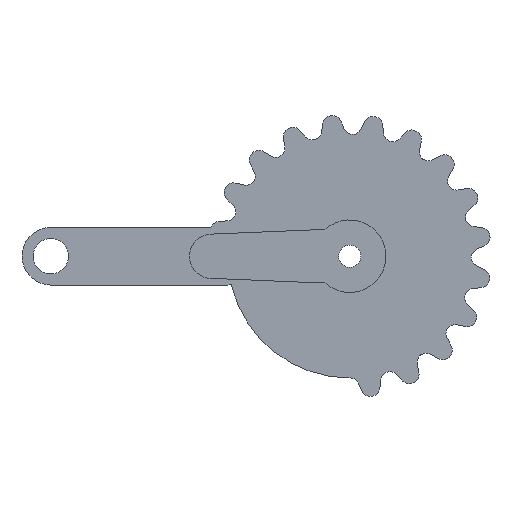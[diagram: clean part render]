
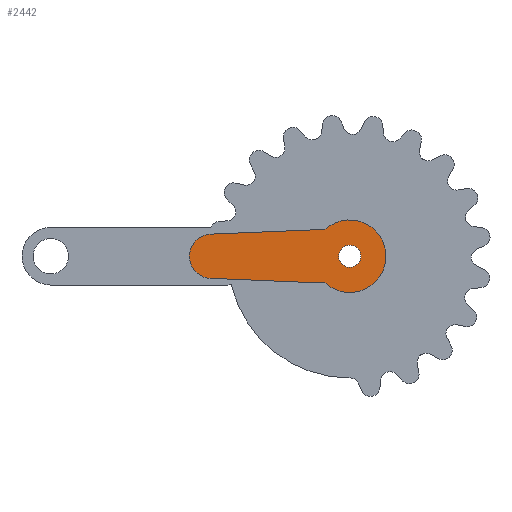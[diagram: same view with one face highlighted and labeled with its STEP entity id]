
A CAD part, front view. The second image highlights one B-rep face of the part: STEP entity #2442.
In plain terms, the highlighted planar face has unit normal (0, -1, 0).
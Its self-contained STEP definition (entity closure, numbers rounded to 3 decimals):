
#15=FACE_BOUND('',#395,.T.);
#21=CIRCLE('',#2590,2.5);
#23=CIRCLE('',#2595,4.1);
#24=CIRCLE('',#2598,1.25);
#263=FACE_OUTER_BOUND('',#394,.T.);
#394=EDGE_LOOP('',(#1640,#1641,#1642,#1643,#1644,#1645));
#395=EDGE_LOOP('',(#1646));
#526=LINE('',#3690,#752);
#531=LINE('',#3703,#757);
#534=LINE('',#3709,#760);
#537=LINE('',#3718,#763);
#752=VECTOR('',#2882,10.);
#757=VECTOR('',#2895,10.);
#760=VECTOR('',#2900,10.);
#763=VECTOR('',#2911,10.);
#978=VERTEX_POINT('',#3687);
#979=VERTEX_POINT('',#3689);
#981=VERTEX_POINT('',#3695);
#983=VERTEX_POINT('',#3701);
#985=VERTEX_POINT('',#3707);
#987=VERTEX_POINT('',#3713);
#988=VERTEX_POINT('',#3720);
#1234=EDGE_CURVE('',#978,#979,#526,.T.);
#1238=EDGE_CURVE('',#981,#978,#21,.T.);
#1241=EDGE_CURVE('',#983,#981,#531,.T.);
#1244=EDGE_CURVE('',#985,#983,#534,.T.);
#1247=EDGE_CURVE('',#987,#985,#23,.T.);
#1249=EDGE_CURVE('',#979,#987,#537,.T.);
#1250=EDGE_CURVE('',#988,#988,#24,.T.);
#1640=ORIENTED_EDGE('',*,*,#1249,.F.);
#1641=ORIENTED_EDGE('',*,*,#1234,.F.);
#1642=ORIENTED_EDGE('',*,*,#1238,.F.);
#1643=ORIENTED_EDGE('',*,*,#1241,.F.);
#1644=ORIENTED_EDGE('',*,*,#1244,.F.);
#1645=ORIENTED_EDGE('',*,*,#1247,.F.);
#1646=ORIENTED_EDGE('',*,*,#1250,.F.);
#2388=PLANE('',#2597);
#2442=ADVANCED_FACE('',(#263,#15),#2388,.T.);
#2590=AXIS2_PLACEMENT_3D('',#3697,#2889,#2890);
#2595=AXIS2_PLACEMENT_3D('',#3715,#2906,#2907);
#2597=AXIS2_PLACEMENT_3D('',#3719,#2912,#2913);
#2598=AXIS2_PLACEMENT_3D('',#3721,#2914,#2915);
#2882=DIRECTION('',(0.999,0.,0.042));
#2889=DIRECTION('center_axis',(0.,1.,0.));
#2890=DIRECTION('ref_axis',(-0.004,0.,1.));
#2895=DIRECTION('',(-0.999,0.,0.042));
#2900=DIRECTION('',(-1.,0.,0.));
#2906=DIRECTION('center_axis',(0.,1.,0.));
#2907=DIRECTION('ref_axis',(-0.682,0.,-0.732));
#2911=DIRECTION('',(1.,0.,0.));
#2912=DIRECTION('center_axis',(0.,-1.,0.));
#2913=DIRECTION('ref_axis',(0.,0.,-1.));
#2914=DIRECTION('center_axis',(0.,-1.,0.));
#2915=DIRECTION('ref_axis',(1.,0.,0.));
#3687=CARTESIAN_POINT('',(-15.611,1.5,2.5));
#3689=CARTESIAN_POINT('',(-3.61,1.5,3.));
#3690=CARTESIAN_POINT('',(-3.61,1.5,3.));
#3695=CARTESIAN_POINT('',(-15.611,1.5,-2.5));
#3697=CARTESIAN_POINT('Origin',(-15.6,1.5,0.));
#3701=CARTESIAN_POINT('',(-3.61,1.5,-3.));
#3703=CARTESIAN_POINT('',(-15.611,1.5,-2.5));
#3707=CARTESIAN_POINT('',(-2.795,1.5,-3.));
#3709=CARTESIAN_POINT('',(-3.61,1.5,-3.));
#3713=CARTESIAN_POINT('',(-2.795,1.5,3.));
#3715=CARTESIAN_POINT('Origin',(0.,1.5,0.));
#3718=CARTESIAN_POINT('',(-2.795,1.5,3.));
#3719=CARTESIAN_POINT('Origin',(-7.,1.5,0.));
#3720=CARTESIAN_POINT('',(-1.25,1.5,0.));
#3721=CARTESIAN_POINT('Origin',(0.,1.5,0.));
